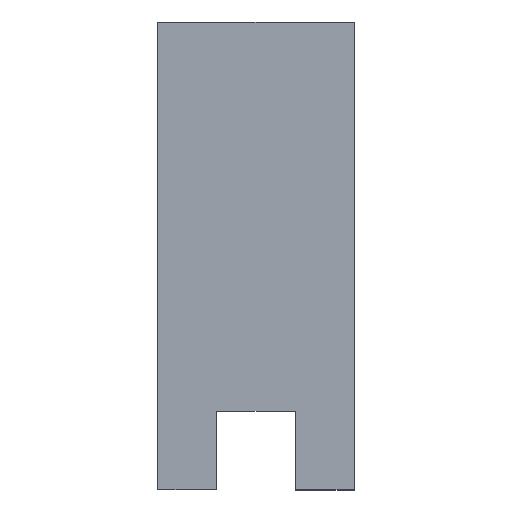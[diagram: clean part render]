
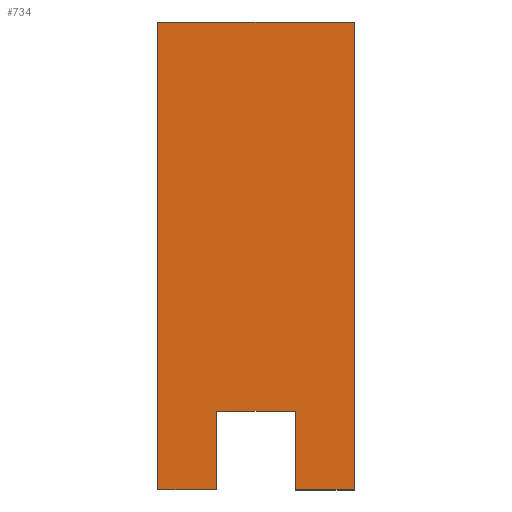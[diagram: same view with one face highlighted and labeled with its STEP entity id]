
A CAD part, top view. The second image highlights one B-rep face of the part: STEP entity #734.
In plain terms, the highlighted planar face has unit normal (0, 0, 1).
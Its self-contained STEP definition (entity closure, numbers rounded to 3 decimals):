
#32 = VERTEX_POINT('',#33);
#33 = CARTESIAN_POINT('',(-123.,219.,63.));
#39 = EDGE_CURVE('',#32,#40,#42,.T.);
#40 = VERTEX_POINT('',#41);
#41 = CARTESIAN_POINT('',(-123.,-19.,63.));
#42 = LINE('',#43,#44);
#43 = CARTESIAN_POINT('',(-123.,219.,63.));
#44 = VECTOR('',#45,1.);
#45 = DIRECTION('',(0.,-1.,0.));
#715 = EDGE_CURVE('',#40,#716,#718,.T.);
#716 = VERTEX_POINT('',#717);
#717 = CARTESIAN_POINT('',(-93.,-19.,63.));
#718 = LINE('',#719,#720);
#719 = CARTESIAN_POINT('',(-123.,-19.,63.));
#720 = VECTOR('',#721,1.);
#721 = DIRECTION('',(1.,0.,0.));
#734 = ADVANCED_FACE('',(#735),#785,.T.);
#735 = FACE_BOUND('',#736,.T.);
#736 = EDGE_LOOP('',(#737,#738,#739,#747,#755,#763,#771,#779));
#737 = ORIENTED_EDGE('',*,*,#39,.T.);
#738 = ORIENTED_EDGE('',*,*,#715,.T.);
#739 = ORIENTED_EDGE('',*,*,#740,.T.);
#740 = EDGE_CURVE('',#716,#741,#743,.T.);
#741 = VERTEX_POINT('',#742);
#742 = CARTESIAN_POINT('',(-93.,21.,63.));
#743 = LINE('',#744,#745);
#744 = CARTESIAN_POINT('',(-93.,-19.,63.));
#745 = VECTOR('',#746,1.);
#746 = DIRECTION('',(0.,1.,0.));
#747 = ORIENTED_EDGE('',*,*,#748,.T.);
#748 = EDGE_CURVE('',#741,#749,#751,.T.);
#749 = VERTEX_POINT('',#750);
#750 = CARTESIAN_POINT('',(-53.,21.,63.));
#751 = LINE('',#752,#753);
#752 = CARTESIAN_POINT('',(-93.,21.,63.));
#753 = VECTOR('',#754,1.);
#754 = DIRECTION('',(1.,0.,0.));
#755 = ORIENTED_EDGE('',*,*,#756,.T.);
#756 = EDGE_CURVE('',#749,#757,#759,.T.);
#757 = VERTEX_POINT('',#758);
#758 = CARTESIAN_POINT('',(-53.,-19.,63.));
#759 = LINE('',#760,#761);
#760 = CARTESIAN_POINT('',(-53.,21.,63.));
#761 = VECTOR('',#762,1.);
#762 = DIRECTION('',(0.,-1.,0.));
#763 = ORIENTED_EDGE('',*,*,#764,.T.);
#764 = EDGE_CURVE('',#757,#765,#767,.T.);
#765 = VERTEX_POINT('',#766);
#766 = CARTESIAN_POINT('',(-23.,-19.,63.));
#767 = LINE('',#768,#769);
#768 = CARTESIAN_POINT('',(-53.,-19.,63.));
#769 = VECTOR('',#770,1.);
#770 = DIRECTION('',(1.,0.,0.));
#771 = ORIENTED_EDGE('',*,*,#772,.T.);
#772 = EDGE_CURVE('',#765,#773,#775,.T.);
#773 = VERTEX_POINT('',#774);
#774 = CARTESIAN_POINT('',(-23.,219.,63.));
#775 = LINE('',#776,#777);
#776 = CARTESIAN_POINT('',(-23.,-19.,63.));
#777 = VECTOR('',#778,1.);
#778 = DIRECTION('',(0.,1.,0.));
#779 = ORIENTED_EDGE('',*,*,#780,.T.);
#780 = EDGE_CURVE('',#773,#32,#781,.T.);
#781 = LINE('',#782,#783);
#782 = CARTESIAN_POINT('',(-23.,219.,63.));
#783 = VECTOR('',#784,1.);
#784 = DIRECTION('',(-1.,0.,0.));
#785 = PLANE('',#786);
#786 = AXIS2_PLACEMENT_3D('',#787,#788,#789);
#787 = CARTESIAN_POINT('',(-73.,91.64,63.));
#788 = DIRECTION('',(0.,0.,1.));
#789 = DIRECTION('',(1.,0.,0.));
